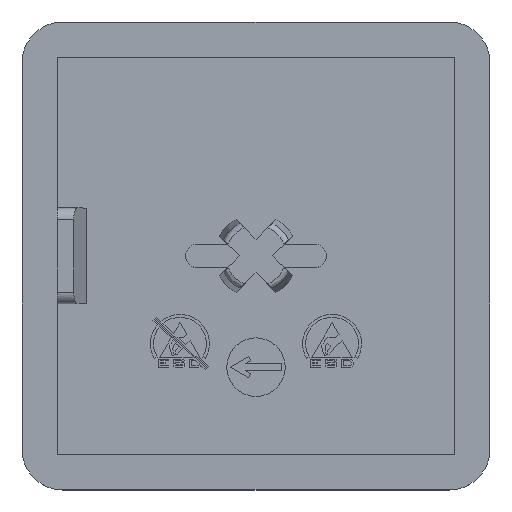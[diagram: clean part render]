
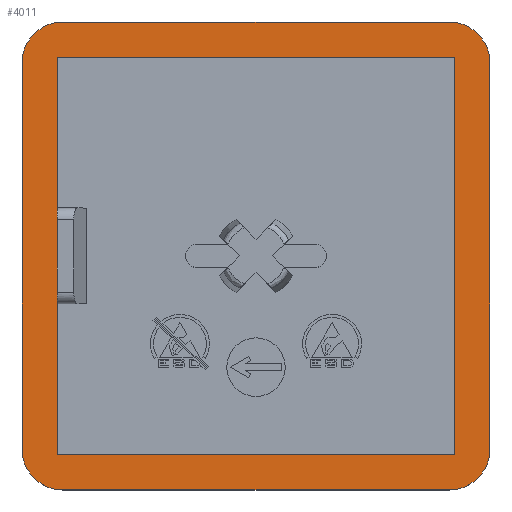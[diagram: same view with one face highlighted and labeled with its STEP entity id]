
A CAD part, top view. The second image highlights one B-rep face of the part: STEP entity #4011.
In plain terms, the highlighted planar face has unit normal (0, 0, 1).
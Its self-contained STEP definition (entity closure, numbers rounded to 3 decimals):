
#16 = EDGE_LOOP ( 'NONE', ( #4359, #4360, #4361, #4362, #4363, #4364 ) ) ;
#407 = EDGE_LOOP ( 'NONE', ( #4365, #4366, #4367, #4368, #4369, #4370, #4371, #4372 ) ) ;
#1596 = VERTEX_POINT ( 'NONE', #7220 ) ;
#1598 = VERTEX_POINT ( 'NONE', #7222 ) ;
#1600 = VERTEX_POINT ( 'NONE', #7224 ) ;
#1601 = VERTEX_POINT ( 'NONE', #7225 ) ;
#1602 = VERTEX_POINT ( 'NONE', #7226 ) ;
#1603 = VERTEX_POINT ( 'NONE', #7227 ) ;
#1605 = VERTEX_POINT ( 'NONE', #7229 ) ;
#1606 = VERTEX_POINT ( 'NONE', #7230 ) ;
#1609 = VERTEX_POINT ( 'NONE', #7233 ) ;
#1610 = VERTEX_POINT ( 'NONE', #7234 ) ;
#1613 = VERTEX_POINT ( 'NONE', #7237 ) ;
#1614 = VERTEX_POINT ( 'NONE', #7238 ) ;
#1616 = VERTEX_POINT ( 'NONE', #7240 ) ;
#1617 = VERTEX_POINT ( 'NONE', #7241 ) ;
#3153 = EDGE_CURVE ( 'NONE', #1598, #1600, #7771, .T. ) ;
#3163 = EDGE_CURVE ( 'NONE', #1600, #1601, #7790, .T. ) ;
#3167 = EDGE_CURVE ( 'NONE', #1596, #1598, #7795, .T. ) ;
#3170 = EDGE_CURVE ( 'NONE', #1601, #1602, #7794, .T. ) ;
#3172 = EDGE_CURVE ( 'NONE', #1602, #1603, #7798, .T. ) ;
#3174 = EDGE_CURVE ( 'NONE', #1606, #1605, #7813, .T. ) ;
#3176 = EDGE_CURVE ( 'NONE', #1603, #1596, #7811, .T. ) ;
#3181 = EDGE_CURVE ( 'NONE', #1610, #1609, #7824, .T. ) ;
#3184 = EDGE_CURVE ( 'NONE', #1613, #1606, #7826, .T. ) ;
#3185 = EDGE_CURVE ( 'NONE', #1614, #1613, #7829, .T. ) ;
#3188 = EDGE_CURVE ( 'NONE', #1605, #1610, #7831, .T. ) ;
#3189 = EDGE_CURVE ( 'NONE', #1609, #1616, #7833, .T. ) ;
#3190 = EDGE_CURVE ( 'NONE', #1617, #1614, #7835, .T. ) ;
#3191 = EDGE_CURVE ( 'NONE', #1617, #1616, #7838, .T. ) ;
#4011 = ADVANCED_FACE ( 'NONE', ( #7998, #8001 ), #9032, .T. ) ;
#4234 = AXIS2_PLACEMENT_3D ( 'NONE', #8449, #8450, #8451 ) ;
#4239 = AXIS2_PLACEMENT_3D ( 'NONE', #8466, #8468, #8469 ) ;
#4242 = AXIS2_PLACEMENT_3D ( 'NONE', #8475, #8478, #8479 ) ;
#4244 = AXIS2_PLACEMENT_3D ( 'NONE', #8485, #8492, #8493 ) ;
#4359 = ORIENTED_EDGE ( 'NONE', *, *, #3176, .T. ) ;
#4360 = ORIENTED_EDGE ( 'NONE', *, *, #3167, .T. ) ;
#4361 = ORIENTED_EDGE ( 'NONE', *, *, #3153, .T. ) ;
#4362 = ORIENTED_EDGE ( 'NONE', *, *, #3163, .T. ) ;
#4363 = ORIENTED_EDGE ( 'NONE', *, *, #3170, .T. ) ;
#4364 = ORIENTED_EDGE ( 'NONE', *, *, #3172, .T. ) ;
#4365 = ORIENTED_EDGE ( 'NONE', *, *, #3184, .T. ) ;
#4366 = ORIENTED_EDGE ( 'NONE', *, *, #3174, .T. ) ;
#4367 = ORIENTED_EDGE ( 'NONE', *, *, #3188, .T. ) ;
#4368 = ORIENTED_EDGE ( 'NONE', *, *, #3181, .T. ) ;
#4369 = ORIENTED_EDGE ( 'NONE', *, *, #3189, .T. ) ;
#4370 = ORIENTED_EDGE ( 'NONE', *, *, #3191, .F. ) ;
#4371 = ORIENTED_EDGE ( 'NONE', *, *, #3190, .T. ) ;
#4372 = ORIENTED_EDGE ( 'NONE', *, *, #3185, .T. ) ;
#7220 = CARTESIAN_POINT ( 'NONE',  ( -17., -4.1, 4. ) ) ;
#7222 = CARTESIAN_POINT ( 'NONE',  ( -17., 4.1, 4. ) ) ;
#7224 = CARTESIAN_POINT ( 'NONE',  ( -17., 17., 4. ) ) ;
#7225 = CARTESIAN_POINT ( 'NONE',  ( 17., 17., 4. ) ) ;
#7226 = CARTESIAN_POINT ( 'NONE',  ( 17., -17., 4. ) ) ;
#7227 = CARTESIAN_POINT ( 'NONE',  ( -17., -17., 4. ) ) ;
#7229 = CARTESIAN_POINT ( 'NONE',  ( 16.5, 20., 4. ) ) ;
#7230 = CARTESIAN_POINT ( 'NONE',  ( 20., 16.5, 4. ) ) ;
#7233 = CARTESIAN_POINT ( 'NONE',  ( -20., 16.5, 4. ) ) ;
#7234 = CARTESIAN_POINT ( 'NONE',  ( -16.5, 20., 4. ) ) ;
#7237 = CARTESIAN_POINT ( 'NONE',  ( 20., -16.5, 4. ) ) ;
#7238 = CARTESIAN_POINT ( 'NONE',  ( 16.5, -20., 4. ) ) ;
#7240 = CARTESIAN_POINT ( 'NONE',  ( -20., -16.5, 4. ) ) ;
#7241 = CARTESIAN_POINT ( 'NONE',  ( -16.5, -20., 4. ) ) ;
#7771 = LINE ( 'NONE', #8406, #7772 ) ;
#7772 = VECTOR ( 'NONE', #8407, 1000. ) ;
#7790 = LINE ( 'NONE', #8427, #7791 ) ;
#7791 = VECTOR ( 'NONE', #8428, 1000. ) ;
#7794 = LINE ( 'NONE', #8439, #7802 ) ;
#7795 = LINE ( 'NONE', #8422, #7797 ) ;
#7797 = VECTOR ( 'NONE', #8436, 1000. ) ;
#7798 = LINE ( 'NONE', #8441, #7806 ) ;
#7802 = VECTOR ( 'NONE', #8442, 1000. ) ;
#7806 = VECTOR ( 'NONE', #8445, 1000. ) ;
#7811 = LINE ( 'NONE', #8452, #7814 ) ;
#7813 = CIRCLE ( 'NONE', #4234, 3.5 ) ;
#7814 = VECTOR ( 'NONE', #8455, 1000. ) ;
#7819 = VECTOR ( 'NONE', #8476, 1000. ) ;
#7823 = VECTOR ( 'NONE', #8486, 1000. ) ;
#7824 = CIRCLE ( 'NONE', #4239, 3.5 ) ;
#7826 = LINE ( 'NONE', #8467, #7819 ) ;
#7829 = CIRCLE ( 'NONE', #4242, 3.5 ) ;
#7831 = LINE ( 'NONE', #8477, #7823 ) ;
#7833 = LINE ( 'NONE', #8487, #7834 ) ;
#7834 = VECTOR ( 'NONE', #8488, 1000. ) ;
#7835 = LINE ( 'NONE', #8489, #7836 ) ;
#7836 = VECTOR ( 'NONE', #8490, 1000. ) ;
#7838 = CIRCLE ( 'NONE', #4244, 3.5 ) ;
#7998 = FACE_BOUND ( 'NONE', #16, .T. ) ;
#8001 = FACE_OUTER_BOUND ( 'NONE', #407, .T. ) ;
#8406 = CARTESIAN_POINT ( 'NONE',  ( -17., -20., 4. ) ) ;
#8407 = DIRECTION ( 'NONE',  ( 0., 1., 0. ) ) ;
#8422 = CARTESIAN_POINT ( 'NONE',  ( -17., -20., 4. ) ) ;
#8427 = CARTESIAN_POINT ( 'NONE',  ( 20., 17., 4. ) ) ;
#8428 = DIRECTION ( 'NONE',  ( 1., 0., 0. ) ) ;
#8436 = DIRECTION ( 'NONE',  ( 0., 1., 0. ) ) ;
#8439 = CARTESIAN_POINT ( 'NONE',  ( 17., -20., 4. ) ) ;
#8441 = CARTESIAN_POINT ( 'NONE',  ( 20., -17., 4. ) ) ;
#8442 = DIRECTION ( 'NONE',  ( 0., -1., 0. ) ) ;
#8445 = DIRECTION ( 'NONE',  ( -1., 0., 0. ) ) ;
#8449 = CARTESIAN_POINT ( 'NONE',  ( 16.5, 16.5, 4. ) ) ;
#8450 = DIRECTION ( 'NONE',  ( 0., 0., 1. ) ) ;
#8451 = DIRECTION ( 'NONE',  ( 1., 0., 0. ) ) ;
#8452 = CARTESIAN_POINT ( 'NONE',  ( -17., -20., 4. ) ) ;
#8455 = DIRECTION ( 'NONE',  ( 0., 1., 0. ) ) ;
#8466 = CARTESIAN_POINT ( 'NONE',  ( -16.5, 16.5, 4. ) ) ;
#8467 = CARTESIAN_POINT ( 'NONE',  ( 20., 20., 4. ) ) ;
#8468 = DIRECTION ( 'NONE',  ( 0., 0., 1. ) ) ;
#8469 = DIRECTION ( 'NONE',  ( 1., 0., 0. ) ) ;
#8475 = CARTESIAN_POINT ( 'NONE',  ( 16.5, -16.5, 4. ) ) ;
#8476 = DIRECTION ( 'NONE',  ( 0., 1., 0. ) ) ;
#8477 = CARTESIAN_POINT ( 'NONE',  ( -20., 20., 4. ) ) ;
#8478 = DIRECTION ( 'NONE',  ( 0., 0., 1. ) ) ;
#8479 = DIRECTION ( 'NONE',  ( 1., 0., 0. ) ) ;
#8485 = CARTESIAN_POINT ( 'NONE',  ( -16.5, -16.5, 4. ) ) ;
#8486 = DIRECTION ( 'NONE',  ( -1., 0., 0. ) ) ;
#8487 = CARTESIAN_POINT ( 'NONE',  ( -20., 20., 4. ) ) ;
#8488 = DIRECTION ( 'NONE',  ( 0., -1., 0. ) ) ;
#8489 = CARTESIAN_POINT ( 'NONE',  ( -20., -20., 4. ) ) ;
#8490 = DIRECTION ( 'NONE',  ( 1., 0., 0. ) ) ;
#8492 = DIRECTION ( 'NONE',  ( 0., 0., -1. ) ) ;
#8493 = DIRECTION ( 'NONE',  ( 1., 0., 0. ) ) ;
#9031 = CARTESIAN_POINT ( 'NONE',  ( 20., -20., 4. ) ) ;
#9032 = PLANE ( 'NONE',  #9270 ) ;
#9033 = DIRECTION ( 'NONE',  ( 0., 0., 1. ) ) ;
#9034 = DIRECTION ( 'NONE',  ( 1., 0., 0. ) ) ;
#9270 = AXIS2_PLACEMENT_3D ( 'NONE', #9031, #9033, #9034 ) ;
